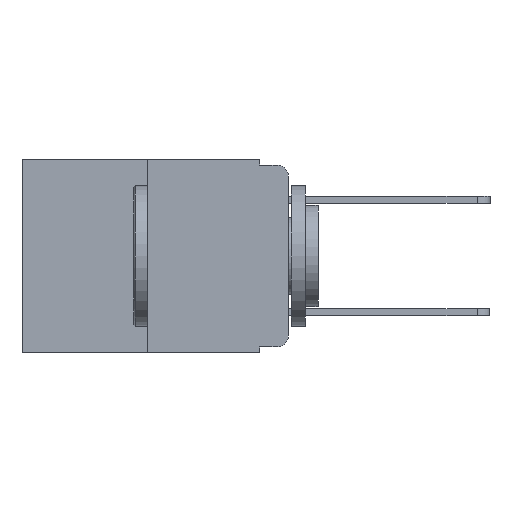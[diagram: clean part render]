
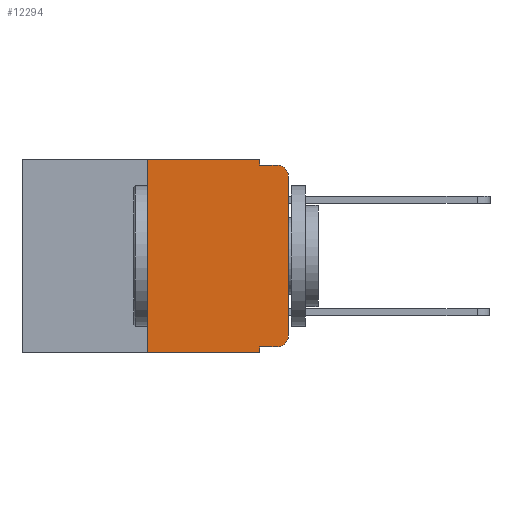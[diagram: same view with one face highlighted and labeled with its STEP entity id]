
A CAD part, left-side view. The second image highlights one B-rep face of the part: STEP entity #12294.
In plain terms, the highlighted planar face has unit normal (-1, 0, 0).
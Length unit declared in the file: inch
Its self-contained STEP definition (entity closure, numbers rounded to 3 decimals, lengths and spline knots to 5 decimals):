
#18 = ORIENTED_EDGE ( 'NONE', *, *, #1183, .F. ) ;
#94 = ORIENTED_EDGE ( 'NONE', *, *, #3727, .T. ) ;
#134 = ORIENTED_EDGE ( 'NONE', *, *, #3051, .F. ) ;
#138 = ORIENTED_EDGE ( 'NONE', *, *, #1928, .T. ) ;
#250 = ORIENTED_EDGE ( 'NONE', *, *, #1991, .F. ) ;
#279 = CARTESIAN_POINT ( 'NONE',  ( 0., 0.25, 0. ) ) ;
#392 = VECTOR ( 'NONE', #9062, 39.37008 ) ;
#421 = ORIENTED_EDGE ( 'NONE', *, *, #2790, .T. ) ;
#441 = VERTEX_POINT ( 'NONE', #5432 ) ;
#471 = ORIENTED_EDGE ( 'NONE', *, *, #1732, .T. ) ;
#1183 = EDGE_CURVE ( 'NONE', #7843, #10219, #15904, .T. ) ;
#1221 = CARTESIAN_POINT ( 'NONE',  ( 0., 0.051, -0.01 ) ) ;
#1481 = DIRECTION ( 'NONE',  ( 0., 0., -1. ) ) ;
#1619 = VECTOR ( 'NONE', #12418, 39.37008 ) ;
#1732 = EDGE_CURVE ( 'NONE', #2054, #12801, #14690, .T. ) ;
#1928 = EDGE_CURVE ( 'NONE', #19314, #9513, #6111, .T. ) ;
#1991 = EDGE_CURVE ( 'NONE', #441, #9513, #15614, .T. ) ;
#2054 = VERTEX_POINT ( 'NONE', #16035 ) ;
#2181 = CARTESIAN_POINT ( 'NONE',  ( 0., 0.051, 0. ) ) ;
#2328 = VECTOR ( 'NONE', #17334, 39.37008 ) ;
#2599 = VECTOR ( 'NONE', #6712, 39.37008 ) ;
#2677 = VECTOR ( 'NONE', #11430, 39.37008 ) ;
#2790 = EDGE_CURVE ( 'NONE', #441, #2054, #11105, .T. ) ;
#3014 = CARTESIAN_POINT ( 'NONE',  ( 0., 0.473, 0. ) ) ;
#3051 = EDGE_CURVE ( 'NONE', #19314, #7843, #6574, .T. ) ;
#3574 = EDGE_CURVE ( 'NONE', #6435, #8588, #14111, .T. ) ;
#3727 = EDGE_CURVE ( 'NONE', #14639, #8588, #17877, .T. ) ;
#3825 = EDGE_CURVE ( 'NONE', #12801, #14639, #6267, .T. ) ;
#5346 = DIRECTION ( 'NONE',  ( -1., 0., 0. ) ) ;
#5432 = CARTESIAN_POINT ( 'NONE',  ( 0., 0.051, -0.333 ) ) ;
#5712 = CARTESIAN_POINT ( 'NONE',  ( 0., 0.473, -0.343 ) ) ;
#6101 = CARTESIAN_POINT ( 'NONE',  ( 0., 0.25, 0. ) ) ;
#6111 = LINE ( 'NONE', #5712, #9087 ) ;
#6267 = LINE ( 'NONE', #16999, #1619 ) ;
#6435 = VERTEX_POINT ( 'NONE', #17237 ) ;
#6473 = ORIENTED_EDGE ( 'NONE', *, *, #13686, .F. ) ;
#6523 = FACE_OUTER_BOUND ( 'NONE', #20465, .T. ) ;
#6574 = LINE ( 'NONE', #6101, #14855 ) ;
#6712 = DIRECTION ( 'NONE',  ( 0., -1., 0. ) ) ;
#7843 = VERTEX_POINT ( 'NONE', #279 ) ;
#8035 = AXIS2_PLACEMENT_3D ( 'NONE', #15225, #5346, #16751 ) ;
#8588 = VERTEX_POINT ( 'NONE', #11590 ) ;
#9062 = DIRECTION ( 'NONE',  ( 0., 0., -1. ) ) ;
#9087 = VECTOR ( 'NONE', #17080, 39.37008 ) ;
#9513 = VERTEX_POINT ( 'NONE', #16769 ) ;
#9526 = PLANE ( 'NONE',  #19095 ) ;
#10219 = VERTEX_POINT ( 'NONE', #19660 ) ;
#11105 = LINE ( 'NONE', #16466, #2599 ) ;
#11166 = DIRECTION ( 'NONE',  ( 0., 0., -1. ) ) ;
#11430 = DIRECTION ( 'NONE',  ( 0., -1., 0. ) ) ;
#11590 = CARTESIAN_POINT ( 'NONE',  ( 0., 0.02, -0.01 ) ) ;
#11771 = DIRECTION ( 'NONE',  ( -1., 0., 0. ) ) ;
#12294 = ADVANCED_FACE ( 'NONE', ( #6523 ), #9526, .F. ) ;
#12418 = DIRECTION ( 'NONE',  ( 0., 0., 1. ) ) ;
#12795 = ORIENTED_EDGE ( 'NONE', *, *, #3825, .T. ) ;
#12801 = VERTEX_POINT ( 'NONE', #19643 ) ;
#13047 = LINE ( 'NONE', #2181, #392 ) ;
#13686 = EDGE_CURVE ( 'NONE', #10219, #6435, #13047, .T. ) ;
#13792 = ORIENTED_EDGE ( 'NONE', *, *, #3574, .F. ) ;
#14111 = LINE ( 'NONE', #1221, #17647 ) ;
#14295 = CARTESIAN_POINT ( 'NONE',  ( 0., 0.051, 0. ) ) ;
#14639 = VERTEX_POINT ( 'NONE', #16100 ) ;
#14690 = CIRCLE ( 'NONE', #20951, 0.02 ) ;
#14773 = DIRECTION ( 'NONE',  ( 0., -1., 0. ) ) ;
#14828 = CARTESIAN_POINT ( 'NONE',  ( 0., 0.25, -0.343 ) ) ;
#14855 = VECTOR ( 'NONE', #15920, 39.37008 ) ;
#15225 = CARTESIAN_POINT ( 'NONE',  ( 0., 0.02, -0.03 ) ) ;
#15614 = LINE ( 'NONE', #14295, #2328 ) ;
#15904 = LINE ( 'NONE', #3014, #2677 ) ;
#15920 = DIRECTION ( 'NONE',  ( 0., 0., 1. ) ) ;
#16035 = CARTESIAN_POINT ( 'NONE',  ( 0., 0.02, -0.333 ) ) ;
#16100 = CARTESIAN_POINT ( 'NONE',  ( 0., 0., -0.03 ) ) ;
#16466 = CARTESIAN_POINT ( 'NONE',  ( 0., 0.051, -0.333 ) ) ;
#16751 = DIRECTION ( 'NONE',  ( 0., 0., -1. ) ) ;
#16769 = CARTESIAN_POINT ( 'NONE',  ( 0., 0.051, -0.343 ) ) ;
#16999 = CARTESIAN_POINT ( 'NONE',  ( 0., 0., 0. ) ) ;
#17080 = DIRECTION ( 'NONE',  ( 0., -1., 0. ) ) ;
#17237 = CARTESIAN_POINT ( 'NONE',  ( 0., 0.051, -0.01 ) ) ;
#17334 = DIRECTION ( 'NONE',  ( 0., 0., -1. ) ) ;
#17400 = CARTESIAN_POINT ( 'NONE',  ( 0., 0.473, 0. ) ) ;
#17647 = VECTOR ( 'NONE', #14773, 39.37008 ) ;
#17877 = CIRCLE ( 'NONE', #8035, 0.02 ) ;
#19095 = AXIS2_PLACEMENT_3D ( 'NONE', #17400, #20337, #11166 ) ;
#19314 = VERTEX_POINT ( 'NONE', #14828 ) ;
#19643 = CARTESIAN_POINT ( 'NONE',  ( 0., 0., -0.313 ) ) ;
#19660 = CARTESIAN_POINT ( 'NONE',  ( 0., 0.051, 0. ) ) ;
#20337 = DIRECTION ( 'NONE',  ( 1., 0., 0. ) ) ;
#20465 = EDGE_LOOP ( 'NONE', ( #12795, #94, #13792, #6473, #18, #134, #138, #250, #421, #471 ) ) ;
#20864 = CARTESIAN_POINT ( 'NONE',  ( 0., 0.02, -0.313 ) ) ;
#20951 = AXIS2_PLACEMENT_3D ( 'NONE', #20864, #11771, #1481 ) ;
